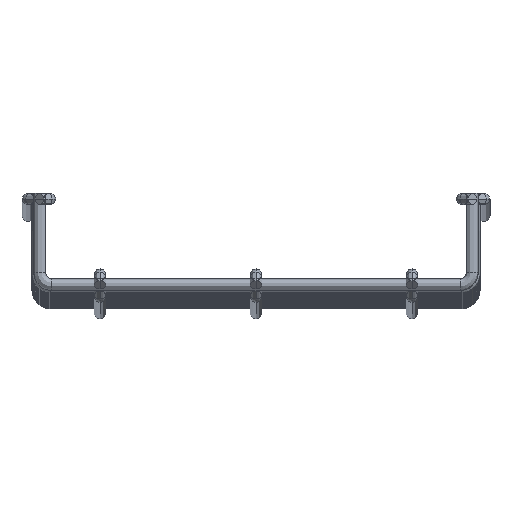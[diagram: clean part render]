
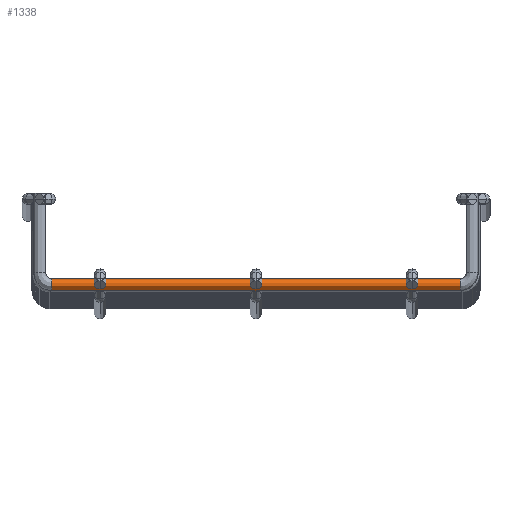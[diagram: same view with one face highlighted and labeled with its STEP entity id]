
A CAD part, top view. The second image highlights one B-rep face of the part: STEP entity #1338.
In plain terms, the highlighted cylindrical face has radius 1.9 mm (diameter 3.8 mm), a partial arc.
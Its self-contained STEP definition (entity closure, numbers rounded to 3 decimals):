
#1166=CARTESIAN_POINT('',(-65.4,0.,0.));
#1167=DIRECTION('',(1.,0.,0.));
#1168=DIRECTION('',(0.,1.,0.));
#1169=AXIS2_PLACEMENT_3D('',#1166,#1167,#1168);
#1171=DIRECTION('',(1.,0.,0.));
#1172=VECTOR('',#1171,130.8);
#1173=CARTESIAN_POINT('',(-65.4,1.9,0.));
#1174=LINE('',#1173,#1172);
#1180=DIRECTION('',(1.,0.,0.));
#1181=VECTOR('',#1180,130.8);
#1182=CARTESIAN_POINT('',(-65.4,-1.9,0.));
#1183=LINE('',#1182,#1181);
#1194=CARTESIAN_POINT('',(65.4,0.,0.));
#1195=DIRECTION('',(1.,0.,0.));
#1196=DIRECTION('',(0.,1.,0.));
#1197=AXIS2_PLACEMENT_3D('',#1194,#1195,#1196);
#1240=CARTESIAN_POINT('',(-65.4,1.9,0.));
#1241=CARTESIAN_POINT('',(-65.4,-1.9,0.));
#1242=VERTEX_POINT('',#1240);
#1243=VERTEX_POINT('',#1241);
#1244=CARTESIAN_POINT('',(65.4,1.9,0.));
#1245=CARTESIAN_POINT('',(65.4,-1.9,0.));
#1246=VERTEX_POINT('',#1244);
#1247=VERTEX_POINT('',#1245);
#1324=CARTESIAN_POINT('',(-65.4,0.,0.));
#1325=DIRECTION('',(1.,0.,0.));
#1326=DIRECTION('',(0.,1.,0.));
#1327=AXIS2_PLACEMENT_3D('',#1324,#1325,#1326);
#1328=CYLINDRICAL_SURFACE('',#1327,1.9);
#1329=ORIENTED_EDGE('',*,*,#1318,.F.);
#1331=ORIENTED_EDGE('',*,*,#1330,.T.);
#1333=ORIENTED_EDGE('',*,*,#1332,.T.);
#1335=ORIENTED_EDGE('',*,*,#1334,.F.);
#1336=EDGE_LOOP('',(#1329,#1331,#1333,#1335));
#1337=FACE_OUTER_BOUND('',#1336,.F.);
#1338=ADVANCED_FACE('',(#1337),#1328,.T.);
#1170=CIRCLE('',#1169,1.9);
#1198=CIRCLE('',#1197,1.9);
#1318=EDGE_CURVE('',#1242,#1243,#1170,.T.);
#1330=EDGE_CURVE('',#1242,#1246,#1174,.T.);
#1332=EDGE_CURVE('',#1246,#1247,#1198,.T.);
#1334=EDGE_CURVE('',#1243,#1247,#1183,.T.);
